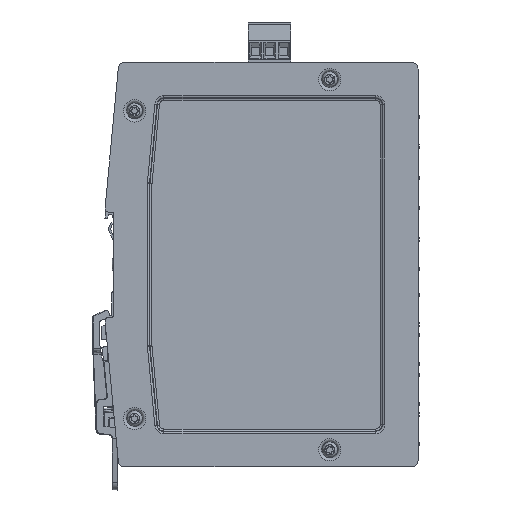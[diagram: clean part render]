
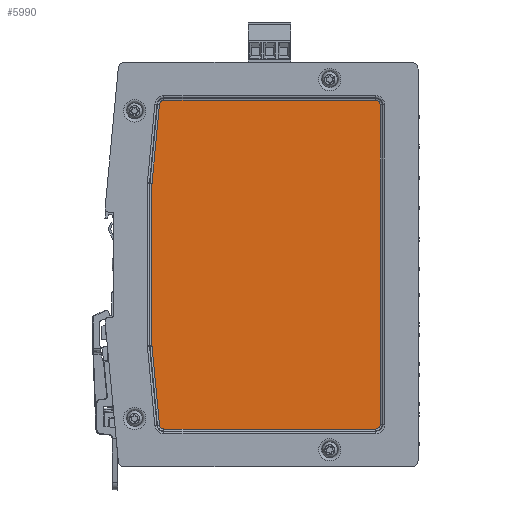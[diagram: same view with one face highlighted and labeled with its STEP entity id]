
A CAD part, left-side view. The second image highlights one B-rep face of the part: STEP entity #5990.
In plain terms, the highlighted planar face has unit normal (-1, 0, 0).
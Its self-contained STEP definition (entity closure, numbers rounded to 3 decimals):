
#3950=CIRCLE('',#48700,1.586);
#3952=CIRCLE('',#48703,1.586);
#3957=CIRCLE('',#48711,1.586);
#3959=CIRCLE('',#48714,1.586);
#3964=CIRCLE('',#48722,1.586);
#3966=CIRCLE('',#48725,1.586);
#5990=ADVANCED_FACE('',(#9538),#7563,.T.);
#7563=PLANE('',#48734);
#9538=FACE_OUTER_BOUND('',#12279,.T.);
#12279=EDGE_LOOP('',(#24053,#24054,#24055,#24056,#24057,#24058,#24059,#24060,
#24061,#24062,#24063,#24064));
#24053=ORIENTED_EDGE('',*,*,#36374,.F.);
#24054=ORIENTED_EDGE('',*,*,#36378,.F.);
#24055=ORIENTED_EDGE('',*,*,#36383,.F.);
#24056=ORIENTED_EDGE('',*,*,#36388,.F.);
#24057=ORIENTED_EDGE('',*,*,#36393,.F.);
#24058=ORIENTED_EDGE('',*,*,#36398,.F.);
#24059=ORIENTED_EDGE('',*,*,#36400,.F.);
#24060=ORIENTED_EDGE('',*,*,#36396,.F.);
#24061=ORIENTED_EDGE('',*,*,#36391,.F.);
#24062=ORIENTED_EDGE('',*,*,#36386,.F.);
#24063=ORIENTED_EDGE('',*,*,#36381,.F.);
#24064=ORIENTED_EDGE('',*,*,#36376,.F.);
#30178=VERTEX_POINT('',#92824);
#30179=VERTEX_POINT('',#92826);
#30180=VERTEX_POINT('',#92830);
#30182=VERTEX_POINT('',#92835);
#30183=VERTEX_POINT('',#92840);
#30185=VERTEX_POINT('',#92845);
#30186=VERTEX_POINT('',#92850);
#30188=VERTEX_POINT('',#92855);
#30189=VERTEX_POINT('',#92860);
#30191=VERTEX_POINT('',#92865);
#30192=VERTEX_POINT('',#92870);
#30194=VERTEX_POINT('',#92875);
#36374=EDGE_CURVE('',#30179,#30178,#40731,.T.);
#36376=EDGE_CURVE('',#30178,#30180,#3950,.T.);
#36378=EDGE_CURVE('',#30182,#30179,#3952,.T.);
#36381=EDGE_CURVE('',#30180,#30183,#40732,.T.);
#36383=EDGE_CURVE('',#30185,#30182,#40733,.T.);
#36386=EDGE_CURVE('',#30183,#30186,#3957,.T.);
#36388=EDGE_CURVE('',#30188,#30185,#3959,.T.);
#36391=EDGE_CURVE('',#30186,#30189,#40735,.T.);
#36393=EDGE_CURVE('',#30191,#30188,#40736,.T.);
#36396=EDGE_CURVE('',#30189,#30192,#3964,.T.);
#36398=EDGE_CURVE('',#30194,#30191,#3966,.T.);
#36400=EDGE_CURVE('',#30192,#30194,#40738,.T.);
#40731=LINE('',#92827,#45037);
#40732=LINE('',#92841,#45038);
#40733=LINE('',#92846,#45039);
#40735=LINE('',#92861,#45041);
#40736=LINE('',#92866,#45042);
#40738=LINE('',#92879,#45044);
#45037=VECTOR('',#59382,1.);
#45038=VECTOR('',#59401,1.);
#45039=VECTOR('',#59406,1.);
#45041=VECTOR('',#59426,1.);
#45042=VECTOR('',#59431,1.);
#45044=VECTOR('',#59449,1.);
#48700=AXIS2_PLACEMENT_3D('',#92831,#59387,#59388);
#48703=AXIS2_PLACEMENT_3D('',#92836,#59393,#59394);
#48711=AXIS2_PLACEMENT_3D('',#92851,#59412,#59413);
#48714=AXIS2_PLACEMENT_3D('',#92856,#59418,#59419);
#48722=AXIS2_PLACEMENT_3D('',#92871,#59437,#59438);
#48725=AXIS2_PLACEMENT_3D('',#92876,#59443,#59444);
#48734=AXIS2_PLACEMENT_3D('',#92892,#59468,#59469);
#59382=DIRECTION('',(0.,-1.,0.));
#59387=DIRECTION('',(1.,0.,0.));
#59388=DIRECTION('',(0.,-0.707,0.707));
#59393=DIRECTION('',(1.,0.,0.));
#59394=DIRECTION('',(0.,0.673,0.74));
#59401=DIRECTION('',(0.,0.,-1.));
#59406=DIRECTION('',(0.,-0.094,0.996));
#59412=DIRECTION('',(1.,0.,0.));
#59413=DIRECTION('',(0.,-0.707,-0.707));
#59418=DIRECTION('',(1.,0.,0.));
#59419=DIRECTION('',(0.,0.999,0.047));
#59426=DIRECTION('',(0.,1.,0.));
#59431=DIRECTION('',(0.,0.,1.));
#59437=DIRECTION('',(1.,0.,0.));
#59438=DIRECTION('',(0.,0.673,-0.74));
#59443=DIRECTION('',(1.,0.,0.));
#59444=DIRECTION('',(0.,0.999,-0.047));
#59449=DIRECTION('',(0.,0.094,0.996));
#59468=DIRECTION('',(-1.,0.,0.));
#59469=DIRECTION('',(0.,0.,1.));
#92824=CARTESIAN_POINT('',(-0.2,-38.1,57.686));
#92826=CARTESIAN_POINT('',(-0.2,36.188,57.686));
#92827=CARTESIAN_POINT('',(-0.2,36.188,57.686));
#92830=CARTESIAN_POINT('',(-0.2,-39.686,56.1));
#92831=CARTESIAN_POINT('',(-0.2,-38.1,56.1));
#92835=CARTESIAN_POINT('',(-0.2,37.767,56.249));
#92836=CARTESIAN_POINT('',(-0.2,36.188,56.1));
#92840=CARTESIAN_POINT('',(-0.2,-39.686,-56.1));
#92841=CARTESIAN_POINT('',(-0.2,-39.686,56.1));
#92845=CARTESIAN_POINT('',(-0.2,40.379,28.62));
#92846=CARTESIAN_POINT('',(-0.2,40.379,28.62));
#92850=CARTESIAN_POINT('',(-0.2,-38.1,-57.686));
#92851=CARTESIAN_POINT('',(-0.2,-38.1,-56.1));
#92855=CARTESIAN_POINT('',(-0.2,40.386,28.47));
#92856=CARTESIAN_POINT('',(-0.2,38.8,28.47));
#92860=CARTESIAN_POINT('',(-0.2,36.188,-57.686));
#92861=CARTESIAN_POINT('',(-0.2,-38.1,-57.686));
#92865=CARTESIAN_POINT('',(-0.2,40.386,-28.47));
#92866=CARTESIAN_POINT('',(-0.2,40.386,-28.47));
#92870=CARTESIAN_POINT('',(-0.2,37.767,-56.249));
#92871=CARTESIAN_POINT('',(-0.2,36.188,-56.1));
#92875=CARTESIAN_POINT('',(-0.2,40.379,-28.62));
#92876=CARTESIAN_POINT('',(-0.2,38.8,-28.47));
#92879=CARTESIAN_POINT('',(-0.2,37.767,-56.249));
#92892=CARTESIAN_POINT('',(-0.2,-0.396,0.));
